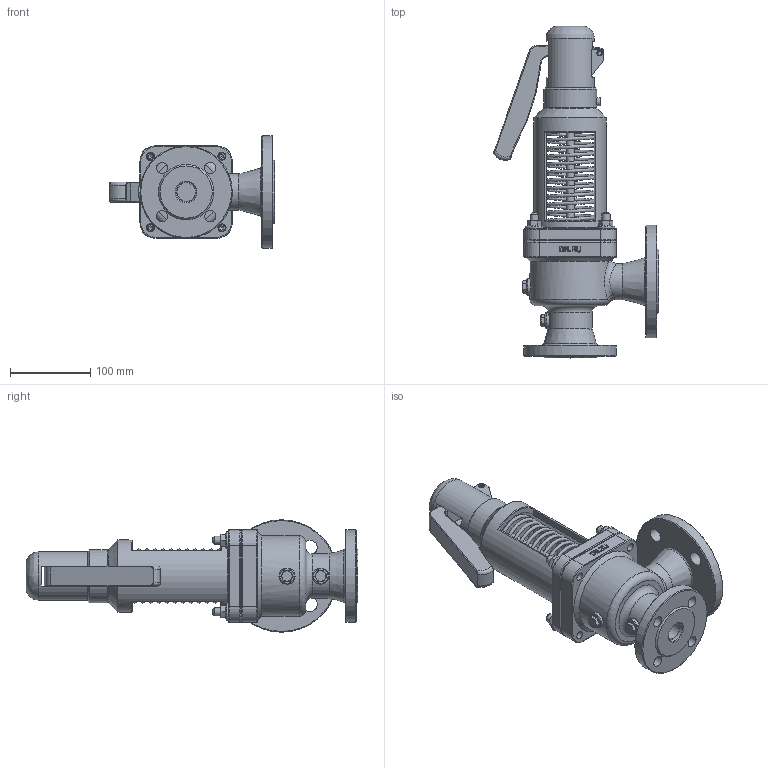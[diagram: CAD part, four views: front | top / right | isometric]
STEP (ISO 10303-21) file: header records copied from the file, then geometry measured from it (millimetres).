
FILE_DESCRIPTION(/* description */ (''),/* implementation_level */ '2;1');
FILE_NAME(/* name */ 'DN25_3D_STEP.stp',/* time_stamp */ '2023-12-20T21:05:47+03:00',/* author */ ('igorr'),/* organization */ (''),/* preprocessor_version */ 'ST-DEVELOPER v19.2',/* originating_system */ 'Autodesk Inventor 2023',/* authorisation */ '');
FILE_SCHEMA (('AUTOMOTIVE_DESIGN { 1 0 10303 214 3 1 1 }'));
Length unit declared in the file: millimetre
Products named in the file (9): Сборка1; Деталь1; Деталь2; Деталь3; AS 1421 - M10 x 50 засверленный 
конец; DIN 6923 - M10; Деталь4; Деталь5; AS 1110 - M8 x 12
Assembly tree (15 placements, depth 2):
  Сборка1
    Деталь1
    Деталь2
    Деталь3
    AS 1421 - M10 x 50 засверленный 
конец  x4
    DIN 6923 - M10  x4
    Деталь4
    Деталь5
    AS 1110 - M8 x 12  x2
Bounding box: 205.46 x 413 x 140.01 mm (x, y, z)
Volume: 1692440.2 mm3; surface area: 375037.5 mm2
Topology: 15 solids, 15 shells, 537 faces, 1266 edges, 795 vertices
Faces by surface type: plane 243, cylinder 125, cone 80, torus 51, bspline 38
Full cylindrical faces by diameter (mm): 5 x3, 7 x2, 8 x2, 8.376 x4, 10 x20, 13 x2, 14 x4, 18 x4, 20 x5, 23 x1, 25 x2, 30 x1, 32 x1, 35 x1, 45 x3, 50 x1, 55 x3, 60 x3, 65 x1, 66 x1, 75 x1, 85 x1, 90 x1, 112 x1, 115 x1, 140 x1
Entity records: 15679 total; most frequent: CARTESIAN_POINT 5660, DIRECTION 1957, ORIENTED_EDGE 1894, EDGE_CURVE 947, AXIS2_PLACEMENT_3D 776, VERTEX_POINT 603, EDGE_LOOP 492, LINE 405
